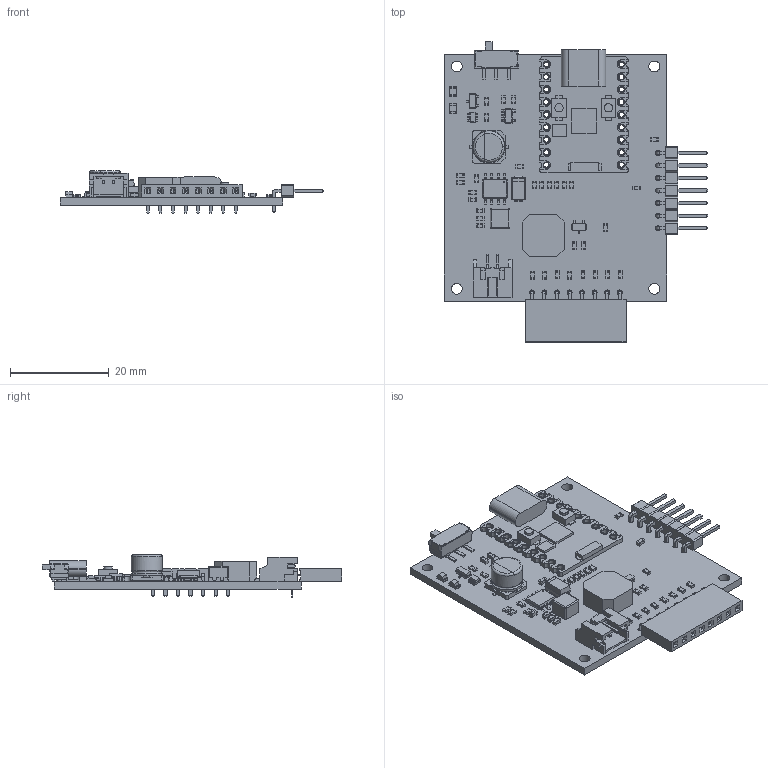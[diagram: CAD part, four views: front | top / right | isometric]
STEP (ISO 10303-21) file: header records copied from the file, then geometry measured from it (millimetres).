
FILE_DESCRIPTION(('KiCad electronic assembly'),'2;1');
FILE_NAME('chip8-pcb.step','2024-06-12T08:16:11',('Pcbnew'),('Kicad'), 'Open CASCADE STEP processor 7.7','KiCad to STEP converter','Unknown' );
FILE_SCHEMA(('AUTOMOTIVE_DESIGN { 1 0 10303 214 1 1 1 1 }'));
Length unit declared in the file: millimetre
Products named in the file (36): chip8-pcb 1; R_0603_1608Metric; SOT-23-5; SOT_23_5; C_0603_1608Metric; JST-PH-2; S2B-PH-SM4-TB v1; HTSOP-8-1EP_3.9x4.9mm_P1.27mm_EP2.4x3.2mm; HTSOP_8_1EP_39x49mm_P127mm_EP24x32mm; L_Sunlord_SWPA4030S; CQ assembly; LED_0805_2012Metric; SOT-363_SC-70-6; SOT_363_SC_70_6; PinHeader_1x07_P2.54mm_Horizontal; PinHeader_1x07_P254mm_Horizontal; SOT-23; SOT_23; CP_Elec_6.3x5.4; CP_Elec_63x54; Fuse_0603_1608Metric; mlt-8540; Body001; JS102011SAQN; Waveshare ESP32-C3 Zero; ESP32-C3 Zero (Waveshare) v6; PinSocket_1x08_P2.54mm_Horizontal; PinSocket_1x08_P254mm_Horizontal; D_SMA; chip8-pcb_PCB
Assembly tree (66 placements, depth 3):
  chip8-pcb 1
    R_0603_1608Metric  x23
      R_0603_1608Metric
    SOT-23-5
      SOT_23_5
    C_0603_1608Metric  x8
      C_0603_1608Metric
    JST-PH-2
      S2B-PH-SM4-TB v1
    HTSOP-8-1EP_3.9x4.9mm_P1.27mm_EP2.4x3.2mm
      HTSOP_8_1EP_39x49mm_P127mm_EP24x32mm
    L_Sunlord_SWPA4030S
      CQ assembly
    LED_0805_2012Metric  x2
      LED_0805_2012Metric
    SOT-363_SC-70-6
      SOT_363_SC_70_6
    PinHeader_1x07_P2.54mm_Horizontal
      PinHeader_1x07_P254mm_Horizontal
    SOT-23  x2
      SOT_23
    CP_Elec_6.3x5.4
      CP_Elec_63x54
    Fuse_0603_1608Metric
      Fuse_0603_1608Metric
    mlt-8540
      Body001
    JS102011SAQN
      JS102011SAQN
    Waveshare ESP32-C3 Zero
      ESP32-C3 Zero (Waveshare) v6
    PinSocket_1x08_P2.54mm_Horizontal
      PinSocket_1x08_P254mm_Horizontal
    D_SMA
      D_SMA
    chip8-pcb_PCB
Bounding box: 53.29 x 60.73 x 8.7 mm (x, y, z)
Volume: 5511.3 mm3; surface area: 9243 mm2
Topology: 102 solids, 102 shells, 2934 faces, 7491 edges, 4822 vertices
Faces by surface type: plane 2051, cylinder 703, bspline 167, sphere 4, torus 4, cone 4, revolution 1
Full cylindrical faces by diameter (mm): 0.2 x7, 0.9 x2, 1 x33, 1.27 x54, 1.7 x2, 2.2 x4, 6.3 x2
Entity records: 70146 total; most frequent: CARTESIAN_POINT 11404, ORIENTED_EDGE 10348, DIRECTION 9785, EDGE_CURVE 5174, LINE 4134, VECTOR 4134, VERTEX_POINT 3326, AXIS2_PLACEMENT_3D 2825
